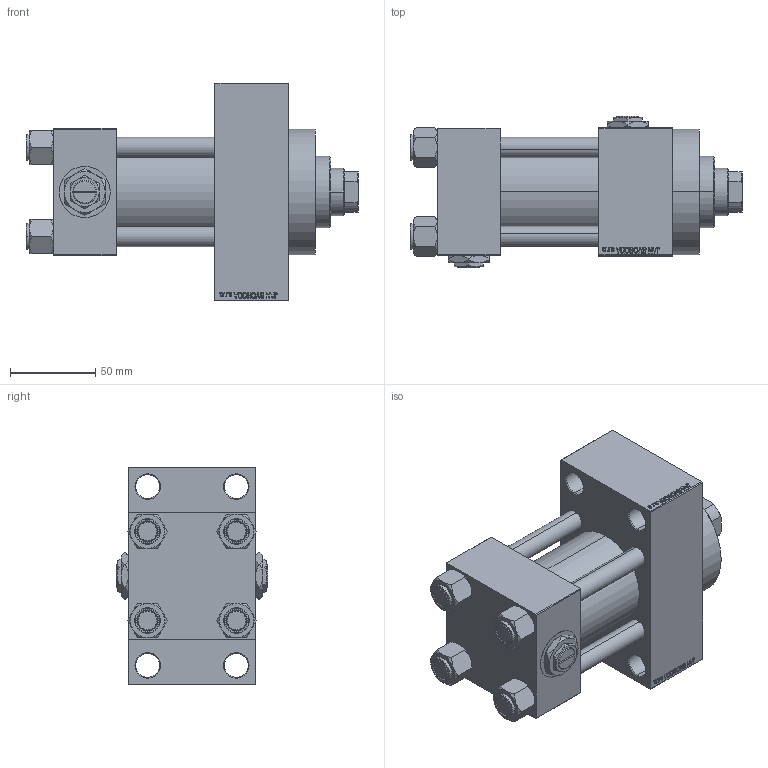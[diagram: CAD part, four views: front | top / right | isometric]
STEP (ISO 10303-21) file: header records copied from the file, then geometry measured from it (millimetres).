
FILE_DESCRIPTION (( 'STEP AP203' ), '1' );
FILE_NAME ('08ba.STEP', '2022-06-20T08:50:43', ( '' ), ( '' ), 'SwSTEP 2.0', 'SolidWorks 2019', '' );
FILE_SCHEMA (( 'CONFIG_CONTROL_DESIGN' ));
Length unit declared in the file: millimetre
Products named in the file (7): NUT_M5_D c40811a86a10ea1f92024c0ddf4686da; V215_VC_A c40811a86a10ea1f92024c0ddf4686da; V215CR_VCP_D c40811a86a10ea1f92024c0ddf4686da; V215CR_D_Body c40811a86a10ea1f92024c0ddf4686da; V215CR_D_TYCINKA c40811a86a10ea1f92024c0ddf4686da; 08ba; Zatka_pro_OIL_PORT c40811a86a10ea1f92024c0ddf4686da
Assembly tree (13 placements, depth 2):
  08ba
    V215CR_D_Body c40811a86a10ea1f92024c0ddf4686da
    V215CR_VCP_D c40811a86a10ea1f92024c0ddf4686da
    NUT_M5_D c40811a86a10ea1f92024c0ddf4686da  x4
    V215CR_D_TYCINKA c40811a86a10ea1f92024c0ddf4686da  x4
    V215_VC_A c40811a86a10ea1f92024c0ddf4686da
    Zatka_pro_OIL_PORT c40811a86a10ea1f92024c0ddf4686da  x2
Bounding box: 195 x 89 x 128 mm (x, y, z)
Volume: 816079.4 mm3; surface area: 172754.8 mm2
Topology: 13 solids, 13 shells, 1206 faces, 2986 edges, 1924 vertices
Faces by surface type: plane 545, bspline 368, cone 186, cylinder 99, torus 8
Entity records: 49233 total; most frequent: CARTESIAN_POINT 25637, ORIENTED_EDGE 5272, DIRECTION 3458, EDGE_CURVE 2636, VERTEX_POINT 1722, LINE 1552, VECTOR 1552, EDGE_LOOP 1182
